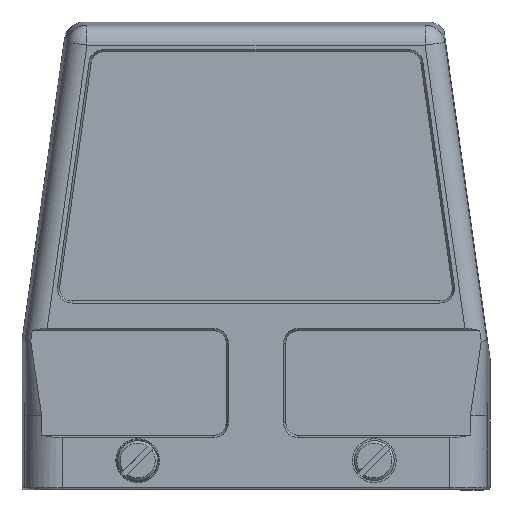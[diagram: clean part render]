
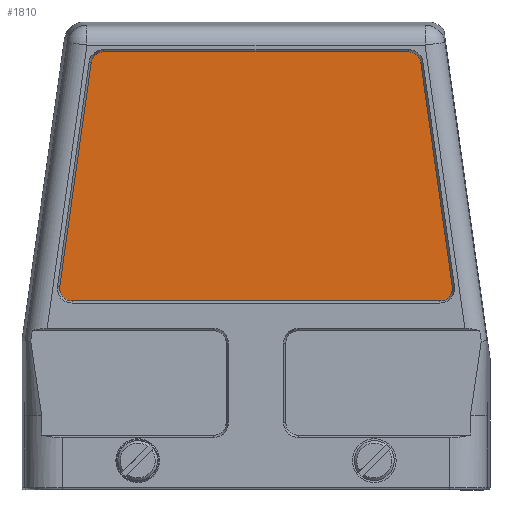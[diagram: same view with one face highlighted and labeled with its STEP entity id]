
A CAD part, front view. The second image highlights one B-rep face of the part: STEP entity #1810.
In plain terms, the highlighted planar face has unit normal (0, -1, 0).
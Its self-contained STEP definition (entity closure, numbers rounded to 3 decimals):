
#1394=PLANE('',#9724);
#1810=ADVANCED_FACE('',(#2448),#1394,.T.);
#2448=FACE_OUTER_BOUND('',#2894,.T.);
#2894=EDGE_LOOP('',(#4110,#4111,#4112,#4113,#4114,#4115,#4116,#4117));
#3498=CIRCLE('',#9720,2.5);
#3499=CIRCLE('',#9721,2.5);
#3500=CIRCLE('',#9722,2.5);
#3501=CIRCLE('',#9723,2.5);
#4110=ORIENTED_EDGE('',*,*,#7230,.F.);
#4111=ORIENTED_EDGE('',*,*,#7231,.F.);
#4112=ORIENTED_EDGE('',*,*,#7232,.F.);
#4113=ORIENTED_EDGE('',*,*,#7233,.T.);
#4114=ORIENTED_EDGE('',*,*,#7234,.T.);
#4115=ORIENTED_EDGE('',*,*,#7235,.T.);
#4116=ORIENTED_EDGE('',*,*,#7236,.T.);
#4117=ORIENTED_EDGE('',*,*,#7237,.T.);
#6444=VERTEX_POINT('',#13361);
#6445=VERTEX_POINT('',#13362);
#6446=VERTEX_POINT('',#13364);
#6447=VERTEX_POINT('',#13366);
#6448=VERTEX_POINT('',#13368);
#6449=VERTEX_POINT('',#13370);
#6450=VERTEX_POINT('',#13372);
#6451=VERTEX_POINT('',#13374);
#7230=EDGE_CURVE('',#6444,#6445,#3498,.T.);
#7231=EDGE_CURVE('',#6446,#6444,#8333,.T.);
#7232=EDGE_CURVE('',#6447,#6446,#3499,.T.);
#7233=EDGE_CURVE('',#6447,#6448,#8334,.T.);
#7234=EDGE_CURVE('',#6448,#6449,#3500,.T.);
#7235=EDGE_CURVE('',#6449,#6450,#8335,.T.);
#7236=EDGE_CURVE('',#6450,#6451,#3501,.T.);
#7237=EDGE_CURVE('',#6451,#6445,#8336,.T.);
#8333=LINE('',#13363,#8960);
#8334=LINE('',#13367,#8961);
#8335=LINE('',#13371,#8962);
#8336=LINE('',#13375,#8963);
#8960=VECTOR('',#10815,1.);
#8961=VECTOR('',#10818,1.);
#8962=VECTOR('',#10821,1.);
#8963=VECTOR('',#10824,1.);
#9720=AXIS2_PLACEMENT_3D('',#13360,#10813,#10814);
#9721=AXIS2_PLACEMENT_3D('',#13365,#10816,#10817);
#9722=AXIS2_PLACEMENT_3D('',#13369,#10819,#10820);
#9723=AXIS2_PLACEMENT_3D('',#13373,#10822,#10823);
#9724=AXIS2_PLACEMENT_3D('',#13376,#10825,#10826);
#10813=DIRECTION('',(0.,1.,0.));
#10814=DIRECTION('',(0.,0.,-1.));
#10815=DIRECTION('',(1.,0.,0.));
#10816=DIRECTION('',(0.,1.,0.));
#10817=DIRECTION('',(0.,0.,-1.));
#10818=DIRECTION('',(-0.139,0.,-0.99));
#10819=DIRECTION('',(0.,-1.,0.));
#10820=DIRECTION('',(0.,0.,-1.));
#10821=DIRECTION('',(1.,0.,0.));
#10822=DIRECTION('',(0.,-1.,0.));
#10823=DIRECTION('',(0.,0.,-1.));
#10824=DIRECTION('',(-0.139,0.,0.99));
#10825=DIRECTION('',(0.,-1.,0.));
#10826=DIRECTION('',(0.,0.,1.));
#13360=CARTESIAN_POINT('',(30.616,-40.,76.35));
#13361=CARTESIAN_POINT('',(30.616,-40.,78.85));
#13362=CARTESIAN_POINT('',(33.092,-40.,76.698));
#13363=CARTESIAN_POINT('',(-30.616,-40.,78.85));
#13364=CARTESIAN_POINT('',(-30.616,-40.,78.85));
#13365=CARTESIAN_POINT('',(-30.616,-40.,76.35));
#13366=CARTESIAN_POINT('',(-33.092,-40.,76.698));
#13367=CARTESIAN_POINT('',(-39.416,-40.,31.698));
#13368=CARTESIAN_POINT('',(-39.416,-40.,31.698));
#13369=CARTESIAN_POINT('',(-36.941,-40.,31.35));
#13370=CARTESIAN_POINT('',(-36.941,-40.,28.85));
#13371=CARTESIAN_POINT('',(36.941,-40.,28.85));
#13372=CARTESIAN_POINT('',(36.941,-40.,28.85));
#13373=CARTESIAN_POINT('',(36.941,-40.,31.35));
#13374=CARTESIAN_POINT('',(39.416,-40.,31.698));
#13375=CARTESIAN_POINT('',(33.092,-40.,76.698));
#13376=CARTESIAN_POINT('',(-30.616,-40.,76.35));
